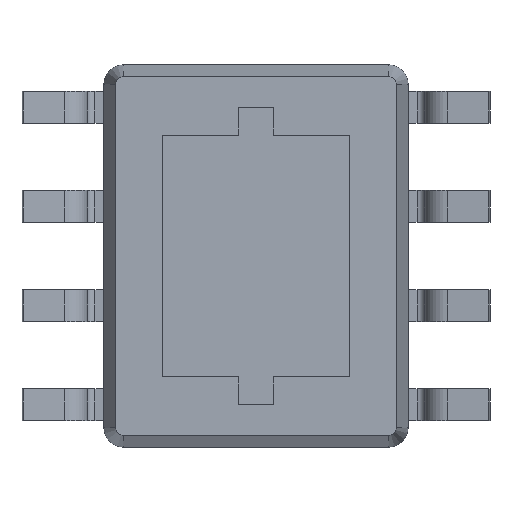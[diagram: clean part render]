
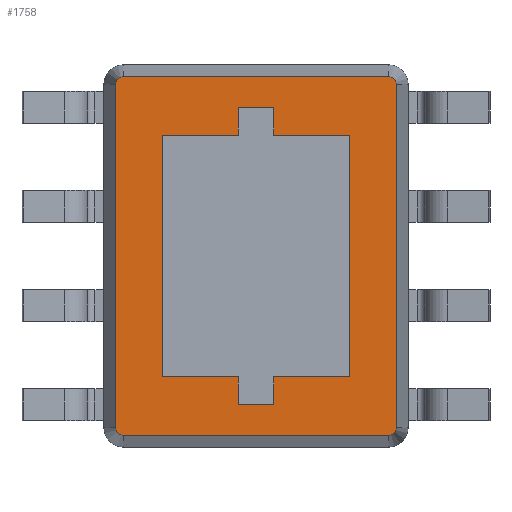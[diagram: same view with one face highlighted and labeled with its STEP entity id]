
A CAD part, front view. The second image highlights one B-rep face of the part: STEP entity #1758.
In plain terms, the highlighted planar face has unit normal (0, -1, 0).
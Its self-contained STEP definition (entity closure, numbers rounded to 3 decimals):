
#12 = VECTOR ( 'NONE', #498, 1000. ) ;
#114 = EDGE_CURVE ( 'NONE', #3975, #3343, #4497, .T. ) ;
#150 = LINE ( 'NONE', #2729, #495 ) ;
#178 = VERTEX_POINT ( 'NONE', #1331 ) ;
#208 = FACE_OUTER_BOUND ( 'NONE', #3350, .T. ) ;
#219 = CARTESIAN_POINT ( 'NONE',  ( -1.797, 0.1, -2.2 ) ) ;
#313 = CARTESIAN_POINT ( 'NONE',  ( -1.7, 0.1, 2.2 ) ) ;
#315 = EDGE_CURVE ( 'NONE', #4598, #3975, #1186, .T. ) ;
#373 = ORIENTED_EDGE ( 'NONE', *, *, #114, .T. ) ;
#495 = VECTOR ( 'NONE', #1209, 1000. ) ;
#498 = DIRECTION ( 'NONE',  ( 0., 0., -1. ) ) ;
#570 = AXIS2_PLACEMENT_3D ( 'NONE', #2601, #2954, #3273 ) ;
#601 = CARTESIAN_POINT ( 'NONE',  ( 1.7, 0.1, -2.297 ) ) ;
#608 = EDGE_CURVE ( 'NONE', #2189, #1816, #4082, .T. ) ;
#706 = DIRECTION ( 'NONE',  ( 0., -1., 0. ) ) ;
#782 = LINE ( 'NONE', #2231, #2381 ) ;
#948 = DIRECTION ( 'NONE',  ( 0., -1., 0. ) ) ;
#1186 = CIRCLE ( 'NONE', #1796, 0.097 ) ;
#1209 = DIRECTION ( 'NONE',  ( 1., 0., 0. ) ) ;
#1331 = CARTESIAN_POINT ( 'NONE',  ( 1.7, 0.1, 2.297 ) ) ;
#1413 = CIRCLE ( 'NONE', #570, 0.097 ) ;
#1420 = LINE ( 'NONE', #1819, #1632 ) ;
#1632 = VECTOR ( 'NONE', #3280, 1000. ) ;
#1691 = PLANE ( 'NONE',  #3418 ) ;
#1722 = DIRECTION ( 'NONE',  ( 0., -1., 0. ) ) ;
#1758 = ADVANCED_FACE ( 'NONE', ( #208 ), #1691, .F. ) ;
#1796 = AXIS2_PLACEMENT_3D ( 'NONE', #313, #948, #2925 ) ;
#1816 = VERTEX_POINT ( 'NONE', #4160 ) ;
#1819 = CARTESIAN_POINT ( 'NONE',  ( -1.7, 0.1, 2.297 ) ) ;
#1856 = ORIENTED_EDGE ( 'NONE', *, *, #2309, .T. ) ;
#1893 = CARTESIAN_POINT ( 'NONE',  ( 1.797, 0.1, 2.2 ) ) ;
#1975 = VERTEX_POINT ( 'NONE', #2638 ) ;
#2026 = DIRECTION ( 'NONE',  ( 0., 0., 1. ) ) ;
#2042 = ORIENTED_EDGE ( 'NONE', *, *, #315, .T. ) ;
#2049 = CARTESIAN_POINT ( 'NONE',  ( -1.797, 0.1, 2.2 ) ) ;
#2136 = VERTEX_POINT ( 'NONE', #1893 ) ;
#2185 = DIRECTION ( 'NONE',  ( 0., 0., 1. ) ) ;
#2189 = VERTEX_POINT ( 'NONE', #601 ) ;
#2231 = CARTESIAN_POINT ( 'NONE',  ( 1.797, 0.1, 2.2 ) ) ;
#2309 = EDGE_CURVE ( 'NONE', #178, #4598, #1420, .T. ) ;
#2381 = VECTOR ( 'NONE', #3723, 1000. ) ;
#2410 = CARTESIAN_POINT ( 'NONE',  ( 0., 0.1, 0. ) ) ;
#2414 = CARTESIAN_POINT ( 'NONE',  ( -1.7, 0.1, 2.297 ) ) ;
#2491 = EDGE_CURVE ( 'NONE', #3343, #1975, #1413, .T. ) ;
#2601 = CARTESIAN_POINT ( 'NONE',  ( -1.7, 0.1, -2.2 ) ) ;
#2607 = EDGE_CURVE ( 'NONE', #1975, #2189, #150, .T. ) ;
#2638 = CARTESIAN_POINT ( 'NONE',  ( -1.7, 0.1, -2.297 ) ) ;
#2729 = CARTESIAN_POINT ( 'NONE',  ( 1.7, 0.1, -2.297 ) ) ;
#2834 = ORIENTED_EDGE ( 'NONE', *, *, #608, .T. ) ;
#2892 = CARTESIAN_POINT ( 'NONE',  ( -1.797, 0.1, -2.2 ) ) ;
#2925 = DIRECTION ( 'NONE',  ( 0., 0., 1. ) ) ;
#2954 = DIRECTION ( 'NONE',  ( 0., -1., 0. ) ) ;
#2981 = ORIENTED_EDGE ( 'NONE', *, *, #3896, .T. ) ;
#3132 = EDGE_CURVE ( 'NONE', #2136, #178, #3312, .T. ) ;
#3157 = CARTESIAN_POINT ( 'NONE',  ( 1.7, 0.1, 2.2 ) ) ;
#3251 = ORIENTED_EDGE ( 'NONE', *, *, #3132, .T. ) ;
#3273 = DIRECTION ( 'NONE',  ( 0., 0., 1. ) ) ;
#3280 = DIRECTION ( 'NONE',  ( -1., 0., 0. ) ) ;
#3312 = CIRCLE ( 'NONE', #3533, 0.097 ) ;
#3343 = VERTEX_POINT ( 'NONE', #2892 ) ;
#3350 = EDGE_LOOP ( 'NONE', ( #2042, #373, #3434, #4483, #2834, #2981, #3251, #1856 ) ) ;
#3418 = AXIS2_PLACEMENT_3D ( 'NONE', #2410, #4553, #2026 ) ;
#3434 = ORIENTED_EDGE ( 'NONE', *, *, #2491, .T. ) ;
#3533 = AXIS2_PLACEMENT_3D ( 'NONE', #3157, #1722, #4639 ) ;
#3723 = DIRECTION ( 'NONE',  ( 0., 0., 1. ) ) ;
#3896 = EDGE_CURVE ( 'NONE', #1816, #2136, #782, .T. ) ;
#3967 = CARTESIAN_POINT ( 'NONE',  ( 1.7, 0.1, -2.2 ) ) ;
#3975 = VERTEX_POINT ( 'NONE', #2049 ) ;
#4082 = CIRCLE ( 'NONE', #4449, 0.097 ) ;
#4160 = CARTESIAN_POINT ( 'NONE',  ( 1.797, 0.1, -2.2 ) ) ;
#4449 = AXIS2_PLACEMENT_3D ( 'NONE', #3967, #706, #2185 ) ;
#4483 = ORIENTED_EDGE ( 'NONE', *, *, #2607, .T. ) ;
#4497 = LINE ( 'NONE', #219, #12 ) ;
#4553 = DIRECTION ( 'NONE',  ( 0., 1., 0. ) ) ;
#4598 = VERTEX_POINT ( 'NONE', #2414 ) ;
#4639 = DIRECTION ( 'NONE',  ( 0., 0., 1. ) ) ;
